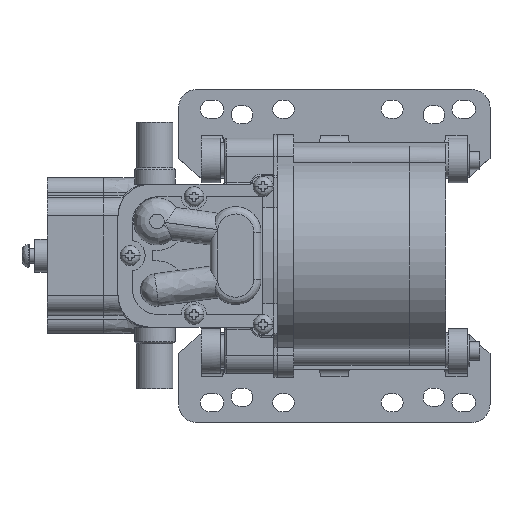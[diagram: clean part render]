
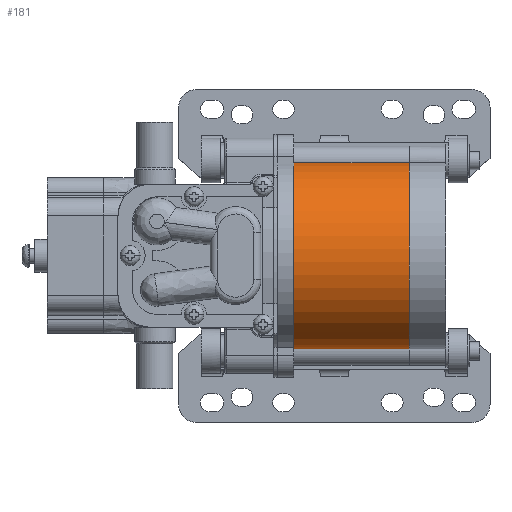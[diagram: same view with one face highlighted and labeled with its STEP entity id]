
A CAD part, top view. The second image highlights one B-rep face of the part: STEP entity #181.
In plain terms, the highlighted free-form (B-spline) face has degree [2, 1] with [5, 2] control points.
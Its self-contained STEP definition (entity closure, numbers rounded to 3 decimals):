
#137 = EDGE_CURVE('',#138,#140,#142,.T.);
#138 = VERTEX_POINT('',#139);
#139 = CARTESIAN_POINT('',(-35.32,-21.61,
    3.325));
#140 = VERTEX_POINT('',#141);
#141 = CARTESIAN_POINT('',(-8.41,-21.61,
    3.325));
#142 = B_SPLINE_CURVE_WITH_KNOTS('',1,(#143,#144),.UNSPECIFIED.,.F.,.F.,
  (2,2),(-21.,11.),.PIECEWISE_BEZIER_KNOTS.);
#143 = CARTESIAN_POINT('',(-35.32,-21.61,
    3.325));
#144 = CARTESIAN_POINT('',(-8.41,-21.61,
    3.325));
#181 = ADVANCED_FACE('',(#182),#210,.T.);
#182 = FACE_BOUND('',#183,.T.);
#183 = EDGE_LOOP('',(#184,#193,#201,#202));
#184 = ORIENTED_EDGE('',*,*,#185,.F.);
#185 = EDGE_CURVE('',#186,#188,#190,.T.);
#186 = VERTEX_POINT('',#187);
#187 = CARTESIAN_POINT('',(-35.32,21.61,
    3.325));
#188 = VERTEX_POINT('',#189);
#189 = CARTESIAN_POINT('',(-8.41,21.61,
    3.325));
#190 = B_SPLINE_CURVE_WITH_KNOTS('',1,(#191,#192),.UNSPECIFIED.,.F.,.F.,
  (2,2),(-22.75,9.25),.PIECEWISE_BEZIER_KNOTS.);
#191 = CARTESIAN_POINT('',(-35.32,21.61,
    3.325));
#192 = CARTESIAN_POINT('',(-8.41,21.61,
    3.325));
#193 = ORIENTED_EDGE('',*,*,#194,.T.);
#194 = EDGE_CURVE('',#186,#138,#195,.T.);
#195 = ( BOUNDED_CURVE() B_SPLINE_CURVE(2,(#196,#197,#198,#199,#200),
.UNSPECIFIED.,.F.,.F.) B_SPLINE_CURVE_WITH_KNOTS((3,2,3),(4.865
,6.283,7.701),.PIECEWISE_BEZIER_KNOTS.) CURVE() 
GEOMETRIC_REPRESENTATION_ITEM() RATIONAL_B_SPLINE_CURVE((1.,
0.759,1.,0.759,1.)) REPRESENTATION_ITEM('') );
#196 = CARTESIAN_POINT('',(-35.32,21.61,
    3.325));
#197 = CARTESIAN_POINT('',(-35.32,18.758,
    21.865));
#198 = CARTESIAN_POINT('',(-35.32,0.,
    21.865));
#199 = CARTESIAN_POINT('',(-35.32,-18.758,
    21.865));
#200 = CARTESIAN_POINT('',(-35.32,-21.61,
    3.325));
#201 = ORIENTED_EDGE('',*,*,#137,.T.);
#202 = ORIENTED_EDGE('',*,*,#203,.F.);
#203 = EDGE_CURVE('',#188,#140,#204,.T.);
#204 = ( BOUNDED_CURVE() B_SPLINE_CURVE(2,(#205,#206,#207,#208,#209),
.UNSPECIFIED.,.F.,.F.) B_SPLINE_CURVE_WITH_KNOTS((3,2,3),(4.865
,6.283,7.701),.PIECEWISE_BEZIER_KNOTS.) CURVE() 
GEOMETRIC_REPRESENTATION_ITEM() RATIONAL_B_SPLINE_CURVE((1.,
0.759,1.,0.759,1.)) REPRESENTATION_ITEM('') );
#205 = CARTESIAN_POINT('',(-8.41,21.61,
    3.325));
#206 = CARTESIAN_POINT('',(-8.41,18.758,
    21.865));
#207 = CARTESIAN_POINT('',(-8.41,0.,
    21.865));
#208 = CARTESIAN_POINT('',(-8.41,-18.758,
    21.865));
#209 = CARTESIAN_POINT('',(-8.41,-21.61,
    3.325));
#210 = ( BOUNDED_SURFACE() B_SPLINE_SURFACE(2,1,(
    (#211,#212)
    ,(#213,#214)
    ,(#215,#216)
    ,(#217,#218)
,(#219,#220
    )),.UNSPECIFIED.,.F.,.F.,.F.) B_SPLINE_SURFACE_WITH_KNOTS((3,2,3),(2
    ,2),(0.,1.418,2.836),(-21.,11.),
.PIECEWISE_BEZIER_KNOTS.) GEOMETRIC_REPRESENTATION_ITEM() 
RATIONAL_B_SPLINE_SURFACE((
    (1.,1.)
    ,(0.759,0.759)
    ,(1.,1.)
    ,(0.759,0.759)
,(1.,1.))) REPRESENTATION_ITEM('') SURFACE() );
#211 = CARTESIAN_POINT('',(-35.32,21.61,
    3.325));
#212 = CARTESIAN_POINT('',(-8.41,21.61,
    3.325));
#213 = CARTESIAN_POINT('',(-35.32,18.758,
    21.865));
#214 = CARTESIAN_POINT('',(-8.41,18.758,
    21.865));
#215 = CARTESIAN_POINT('',(-35.32,0.,
    21.865));
#216 = CARTESIAN_POINT('',(-8.41,0.,
    21.865));
#217 = CARTESIAN_POINT('',(-35.32,-18.758,
    21.865));
#218 = CARTESIAN_POINT('',(-8.41,-18.758,
    21.865));
#219 = CARTESIAN_POINT('',(-35.32,-21.61,
    3.325));
#220 = CARTESIAN_POINT('',(-8.41,-21.61,
    3.325));
